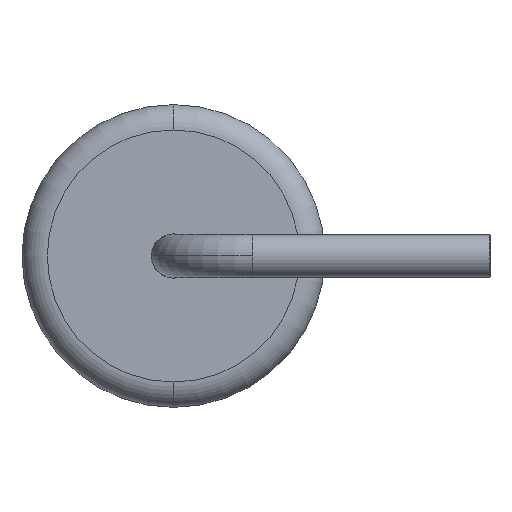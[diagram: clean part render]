
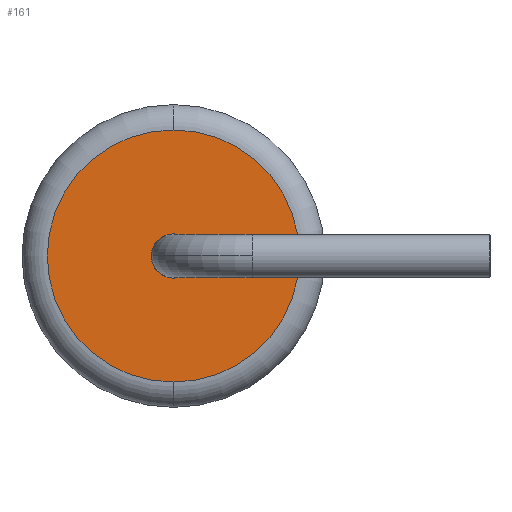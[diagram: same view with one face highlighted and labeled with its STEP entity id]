
A CAD part, left-side view. The second image highlights one B-rep face of the part: STEP entity #161.
In plain terms, the highlighted planar face has unit normal (-1, 0, 0).
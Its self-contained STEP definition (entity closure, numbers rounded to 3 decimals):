
#24 = AXIS2_PLACEMENT_3D ( 'NONE', #556, #562, #575 ) ;
#152 = CARTESIAN_POINT ( 'NONE',  ( -8.022, 0., -2.39 ) ) ;
#161 = ADVANCED_FACE ( 'NONE', ( #1661, #1014 ), #1621, .F. ) ;
#162 = DIRECTION ( 'NONE',  ( -1., 0., 0. ) ) ;
#175 = DIRECTION ( 'NONE',  ( 0., 0., -1. ) ) ;
#189 = CIRCLE ( 'NONE', #1098, 1.99 ) ;
#198 = EDGE_CURVE ( 'NONE', #1390, #560, #189, .T. ) ;
#246 = VERTEX_POINT ( 'NONE', #543 ) ;
#273 = EDGE_CURVE ( 'NONE', #246, #715, #1037, .T. ) ;
#297 = CARTESIAN_POINT ( 'NONE',  ( -8.022, 0., -2.39 ) ) ;
#306 = DIRECTION ( 'NONE',  ( -1., 0., 0. ) ) ;
#311 = DIRECTION ( 'NONE',  ( 0., 0., -1. ) ) ;
#388 = EDGE_CURVE ( 'NONE', #560, #1390, #1441, .T. ) ;
#464 = EDGE_LOOP ( 'NONE', ( #809, #904 ) ) ;
#485 = AXIS2_PLACEMENT_3D ( 'NONE', #152, #162, #175 ) ;
#543 = CARTESIAN_POINT ( 'NONE',  ( -8.022, 0., -2.04 ) ) ;
#556 = CARTESIAN_POINT ( 'NONE',  ( -8.022, 0., -2.39 ) ) ;
#560 = VERTEX_POINT ( 'NONE', #1534 ) ;
#562 = DIRECTION ( 'NONE',  ( 1., 0., 0. ) ) ;
#575 = DIRECTION ( 'NONE',  ( 0., 0., -1. ) ) ;
#622 = AXIS2_PLACEMENT_3D ( 'NONE', #297, #306, #311 ) ;
#702 = CIRCLE ( 'NONE', #622, 0.35 ) ;
#715 = VERTEX_POINT ( 'NONE', #1038 ) ;
#809 = ORIENTED_EDGE ( 'NONE', *, *, #838, .F. ) ;
#826 = ORIENTED_EDGE ( 'NONE', *, *, #388, .F. ) ;
#838 = EDGE_CURVE ( 'NONE', #715, #246, #702, .T. ) ;
#840 = ORIENTED_EDGE ( 'NONE', *, *, #198, .F. ) ;
#904 = ORIENTED_EDGE ( 'NONE', *, *, #273, .F. ) ;
#910 = EDGE_LOOP ( 'NONE', ( #826, #840 ) ) ;
#1014 = FACE_OUTER_BOUND ( 'NONE', #910, .T. ) ;
#1037 = CIRCLE ( 'NONE', #485, 0.35 ) ;
#1038 = CARTESIAN_POINT ( 'NONE',  ( -8.022, 0., -2.74 ) ) ;
#1098 = AXIS2_PLACEMENT_3D ( 'NONE', #1291, #1633, #1603 ) ;
#1151 = CARTESIAN_POINT ( 'NONE',  ( -8.022, 0., -0.4 ) ) ;
#1155 = DIRECTION ( 'NONE',  ( 1., 0., 0. ) ) ;
#1171 = DIRECTION ( 'NONE',  ( 0., 0., -1. ) ) ;
#1178 = AXIS2_PLACEMENT_3D ( 'NONE', #1151, #1155, #1171 ) ;
#1291 = CARTESIAN_POINT ( 'NONE',  ( -8.022, 0., -2.39 ) ) ;
#1390 = VERTEX_POINT ( 'NONE', #1469 ) ;
#1441 = CIRCLE ( 'NONE', #24, 1.99 ) ;
#1469 = CARTESIAN_POINT ( 'NONE',  ( -8.022, 0., -0.4 ) ) ;
#1534 = CARTESIAN_POINT ( 'NONE',  ( -8.022, 0., -4.38 ) ) ;
#1603 = DIRECTION ( 'NONE',  ( 0., 0., -1. ) ) ;
#1621 = PLANE ( 'NONE',  #1178 ) ;
#1633 = DIRECTION ( 'NONE',  ( 1., 0., 0. ) ) ;
#1661 = FACE_BOUND ( 'NONE', #464, .T. ) ;
